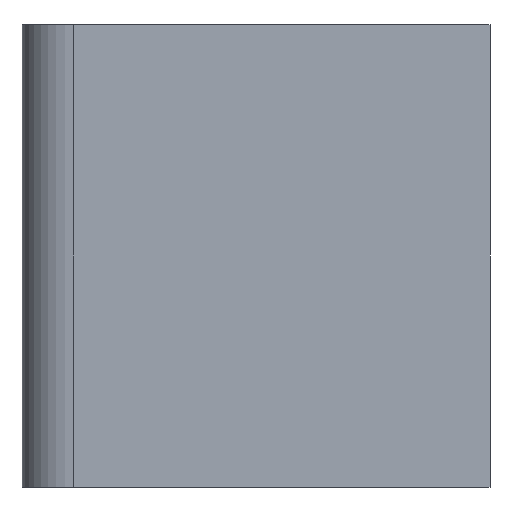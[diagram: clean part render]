
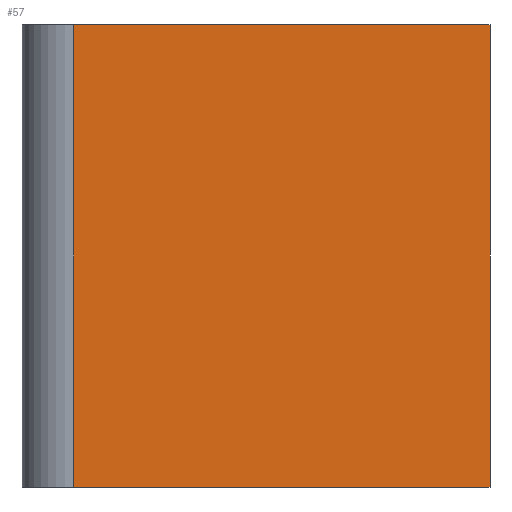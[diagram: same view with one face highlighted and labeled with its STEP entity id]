
A CAD part, front view. The second image highlights one B-rep face of the part: STEP entity #57.
In plain terms, the highlighted planar face has unit normal (0, -1, 0).
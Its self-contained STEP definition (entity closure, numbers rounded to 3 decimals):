
#2 = VECTOR ( 'NONE', #31, 1000. ) ;
#5 = VERTEX_POINT ( 'NONE', #243 ) ;
#6 = LINE ( 'NONE', #315, #216 ) ;
#18 = PLANE ( 'NONE',  #152 ) ;
#31 = DIRECTION ( 'NONE',  ( 0., 0., -1. ) ) ;
#39 = DIRECTION ( 'NONE',  ( 1., 0., 0. ) ) ;
#57 = ADVANCED_FACE ( 'NONE', ( #114 ), #18, .F. ) ;
#59 = VERTEX_POINT ( 'NONE', #268 ) ;
#80 = VECTOR ( 'NONE', #347, 1000. ) ;
#100 = VERTEX_POINT ( 'NONE', #355 ) ;
#107 = CARTESIAN_POINT ( 'NONE',  ( 26.325, -38.952, 0. ) ) ;
#114 = FACE_OUTER_BOUND ( 'NONE', #117, .T. ) ;
#117 = EDGE_LOOP ( 'NONE', ( #362, #119, #143, #260 ) ) ;
#119 = ORIENTED_EDGE ( 'NONE', *, *, #247, .F. ) ;
#133 = DIRECTION ( 'NONE',  ( 0., 0., -1. ) ) ;
#136 = DIRECTION ( 'NONE',  ( -1., 0., 0. ) ) ;
#143 = ORIENTED_EDGE ( 'NONE', *, *, #263, .F. ) ;
#152 = AXIS2_PLACEMENT_3D ( 'NONE', #297, #327, #136 ) ;
#161 = LINE ( 'NONE', #294, #256 ) ;
#216 = VECTOR ( 'NONE', #39, 1000. ) ;
#226 = VERTEX_POINT ( 'NONE', #107 ) ;
#243 = CARTESIAN_POINT ( 'NONE',  ( -63.675, -38.952, 100. ) ) ;
#247 = EDGE_CURVE ( 'NONE', #100, #226, #161, .T. ) ;
#249 = EDGE_CURVE ( 'NONE', #59, #226, #346, .T. ) ;
#252 = LINE ( 'NONE', #307, #2 ) ;
#256 = VECTOR ( 'NONE', #133, 1000. ) ;
#260 = ORIENTED_EDGE ( 'NONE', *, *, #351, .T. ) ;
#263 = EDGE_CURVE ( 'NONE', #5, #100, #6, .T. ) ;
#268 = CARTESIAN_POINT ( 'NONE',  ( -63.675, -38.952, 0. ) ) ;
#290 = CARTESIAN_POINT ( 'NONE',  ( -63.675, -38.952, 0. ) ) ;
#294 = CARTESIAN_POINT ( 'NONE',  ( 26.325, -38.952, 100. ) ) ;
#297 = CARTESIAN_POINT ( 'NONE',  ( -63.675, -38.952, 100. ) ) ;
#307 = CARTESIAN_POINT ( 'NONE',  ( -63.675, -38.952, 100. ) ) ;
#315 = CARTESIAN_POINT ( 'NONE',  ( -63.675, -38.952, 100. ) ) ;
#327 = DIRECTION ( 'NONE',  ( 0., 1., 0. ) ) ;
#346 = LINE ( 'NONE', #290, #80 ) ;
#347 = DIRECTION ( 'NONE',  ( 1., 0., 0. ) ) ;
#351 = EDGE_CURVE ( 'NONE', #5, #59, #252, .T. ) ;
#355 = CARTESIAN_POINT ( 'NONE',  ( 26.325, -38.952, 100. ) ) ;
#362 = ORIENTED_EDGE ( 'NONE', *, *, #249, .T. ) ;
